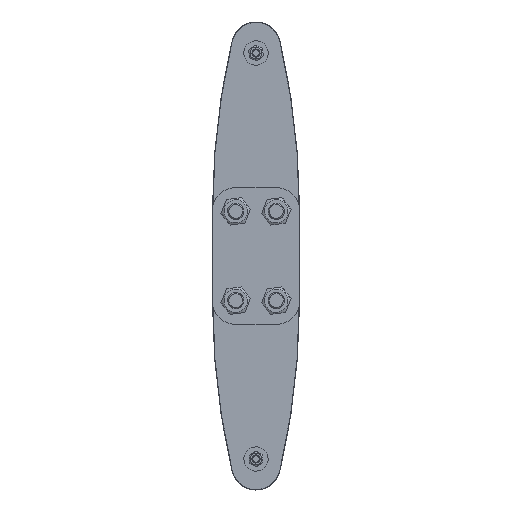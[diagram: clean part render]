
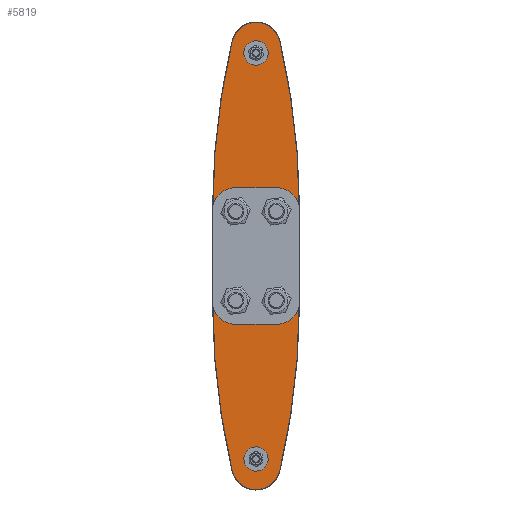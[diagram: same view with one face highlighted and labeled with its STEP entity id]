
A CAD part, front view. The second image highlights one B-rep face of the part: STEP entity #5819.
In plain terms, the highlighted planar face has unit normal (0, -1, 0).
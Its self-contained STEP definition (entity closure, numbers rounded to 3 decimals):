
#237=LINE('',#12618,#415);
#239=LINE('',#12712,#417);
#415=VECTOR('',#8021,10.);
#417=VECTOR('',#8047,10.);
#761=PLANE('',#6548);
#861=B_SPLINE_CURVE_WITH_KNOTS('',3,(#12601,#12602,#12603,#12604,#12605,
#12606,#12607,#12608,#12609,#12610),.UNSPECIFIED.,.F.,.F.,(4,1,1,1,1,1,
1,4),(0.,0.713,1.426,2.139,
2.852,3.566,4.279,4.992),
 .UNSPECIFIED.);
#862=B_SPLINE_CURVE_WITH_KNOTS('',3,(#12685,#12686,#12687,#12688,#12689,
#12690,#12691,#12692,#12693,#12694),.UNSPECIFIED.,.F.,.F.,(4,1,1,1,1,1,
1,4),(-4.992,-4.279,-3.566,-2.852,
-2.139,-1.426,-0.713,0.),
 .UNSPECIFIED.);
#1086=FACE_BOUND('',#1999,.T.);
#1087=FACE_BOUND('',#2000,.T.);
#1088=FACE_BOUND('',#2001,.T.);
#1089=FACE_BOUND('',#2002,.T.);
#1090=FACE_BOUND('',#2003,.T.);
#1091=FACE_BOUND('',#2004,.T.);
#1476=FACE_OUTER_BOUND('',#1998,.T.);
#1998=EDGE_LOOP('',(#5243,#5244,#5245,#5246,#5247,#5248,#5249,#5250));
#1999=EDGE_LOOP('',(#5251));
#2000=EDGE_LOOP('',(#5252));
#2001=EDGE_LOOP('',(#5253));
#2002=EDGE_LOOP('',(#5254));
#2003=EDGE_LOOP('',(#5255));
#2004=EDGE_LOOP('',(#5256));
#2353=CIRCLE('',#6479,3.125);
#2354=CIRCLE('',#6481,3.125);
#2356=CIRCLE('',#6484,541.865);
#2359=CIRCLE('',#6488,541.865);
#2362=CIRCLE('',#6493,6.45);
#2363=CIRCLE('',#6495,6.45);
#2364=CIRCLE('',#6497,6.45);
#2365=CIRCLE('',#6499,6.45);
#2398=CIRCLE('',#6547,541.865);
#2399=CIRCLE('',#6549,541.865);
#2891=VERTEX_POINT('',#12538);
#2892=VERTEX_POINT('',#12541);
#2893=VERTEX_POINT('',#12544);
#2894=VERTEX_POINT('',#12546);
#2895=VERTEX_POINT('',#12599);
#2896=VERTEX_POINT('',#12612);
#2897=VERTEX_POINT('',#12616);
#2898=VERTEX_POINT('',#12620);
#2899=VERTEX_POINT('',#12623);
#2900=VERTEX_POINT('',#12626);
#2901=VERTEX_POINT('',#12629);
#2902=VERTEX_POINT('',#12681);
#2904=VERTEX_POINT('',#12684);
#2907=VERTEX_POINT('',#12710);
#3650=EDGE_CURVE('',#2891,#2891,#2353,.T.);
#3651=EDGE_CURVE('',#2892,#2892,#2354,.T.);
#3653=EDGE_CURVE('',#2893,#2894,#2356,.T.);
#3656=EDGE_CURVE('',#2894,#2895,#861,.T.);
#3657=EDGE_CURVE('',#2895,#2896,#2359,.T.);
#3660=EDGE_CURVE('',#2896,#2897,#237,.T.);
#3661=EDGE_CURVE('',#2898,#2898,#2362,.T.);
#3662=EDGE_CURVE('',#2899,#2899,#2363,.T.);
#3663=EDGE_CURVE('',#2900,#2900,#2364,.T.);
#3664=EDGE_CURVE('',#2901,#2901,#2365,.T.);
#3666=EDGE_CURVE('',#2902,#2904,#862,.T.);
#3671=EDGE_CURVE('',#2907,#2893,#239,.T.);
#3723=EDGE_CURVE('',#2897,#2902,#2398,.T.);
#3724=EDGE_CURVE('',#2904,#2907,#2399,.T.);
#5243=ORIENTED_EDGE('',*,*,#3724,.F.);
#5244=ORIENTED_EDGE('',*,*,#3666,.F.);
#5245=ORIENTED_EDGE('',*,*,#3723,.F.);
#5246=ORIENTED_EDGE('',*,*,#3660,.F.);
#5247=ORIENTED_EDGE('',*,*,#3657,.F.);
#5248=ORIENTED_EDGE('',*,*,#3656,.F.);
#5249=ORIENTED_EDGE('',*,*,#3653,.F.);
#5250=ORIENTED_EDGE('',*,*,#3671,.F.);
#5251=ORIENTED_EDGE('',*,*,#3651,.T.);
#5252=ORIENTED_EDGE('',*,*,#3661,.F.);
#5253=ORIENTED_EDGE('',*,*,#3662,.F.);
#5254=ORIENTED_EDGE('',*,*,#3663,.F.);
#5255=ORIENTED_EDGE('',*,*,#3664,.F.);
#5256=ORIENTED_EDGE('',*,*,#3650,.F.);
#5819=ADVANCED_FACE('',(#1476,#1086,#1087,#1088,#1089,#1090,#1091),#761,
 .T.);
#6479=AXIS2_PLACEMENT_3D('',#12539,#7995,#7996);
#6481=AXIS2_PLACEMENT_3D('',#12542,#7999,#8000);
#6484=AXIS2_PLACEMENT_3D('',#12547,#8005,#8006);
#6488=AXIS2_PLACEMENT_3D('',#12613,#8013,#8014);
#6493=AXIS2_PLACEMENT_3D('',#12621,#8024,#8025);
#6495=AXIS2_PLACEMENT_3D('',#12624,#8028,#8029);
#6497=AXIS2_PLACEMENT_3D('',#12627,#8032,#8033);
#6499=AXIS2_PLACEMENT_3D('',#12630,#8036,#8037);
#6547=AXIS2_PLACEMENT_3D('',#13143,#8142,#8143);
#6548=AXIS2_PLACEMENT_3D('',#13144,#8144,#8145);
#6549=AXIS2_PLACEMENT_3D('',#13145,#8146,#8147);
#7995=DIRECTION('center_axis',(0.,-1.,0.));
#7996=DIRECTION('ref_axis',(0.,0.,
-1.));
#7999=DIRECTION('center_axis',(0.,1.,0.));
#8000=DIRECTION('ref_axis',(0.,0.,
1.));
#8005=DIRECTION('center_axis',(0.,1.,0.));
#8006=DIRECTION('ref_axis',(0.993,0.,-0.114));
#8013=DIRECTION('center_axis',(0.,1.,0.));
#8014=DIRECTION('ref_axis',(-0.993,0.,-0.114));
#8021=DIRECTION('',(0.,0.,1.));
#8024=DIRECTION('center_axis',(0.,-1.,0.));
#8025=DIRECTION('ref_axis',(-1.,0.,0.));
#8028=DIRECTION('center_axis',(0.,-1.,0.));
#8029=DIRECTION('ref_axis',(-1.,0.,0.));
#8032=DIRECTION('center_axis',(0.,-1.,0.));
#8033=DIRECTION('ref_axis',(-1.,0.,0.));
#8036=DIRECTION('center_axis',(0.,-1.,0.));
#8037=DIRECTION('ref_axis',(-1.,0.,0.));
#8047=DIRECTION('',(0.,0.,-1.));
#8142=DIRECTION('center_axis',(0.,1.,0.));
#8143=DIRECTION('ref_axis',(-0.993,0.,0.114));
#8144=DIRECTION('center_axis',(0.,-1.,0.));
#8145=DIRECTION('ref_axis',(0.,0.,1.));
#8146=DIRECTION('center_axis',(0.,1.,0.));
#8147=DIRECTION('ref_axis',(0.993,0.,0.114));
#12538=CARTESIAN_POINT('',(0.,0.,153.125));
#12539=CARTESIAN_POINT('Origin',(0.,0.,
150.));
#12541=CARTESIAN_POINT('',(0.,0.,-153.125));
#12542=CARTESIAN_POINT('Origin',(0.,0.,
-150.));
#12544=CARTESIAN_POINT('',(31.905,0.,-34.9));
#12546=CARTESIAN_POINT('',(17.757,0.,-157.914));
#12547=CARTESIAN_POINT('Origin',(-509.96,0.,
-34.9));
#12599=CARTESIAN_POINT('',(-17.757,0.,-157.914));
#12601=CARTESIAN_POINT('Ctrl Pts',(17.757,0.,
-157.914));
#12602=CARTESIAN_POINT('Ctrl Pts',(17.217,0.,
-160.229));
#12603=CARTESIAN_POINT('Ctrl Pts',(15.332,0.,
-164.674));
#12604=CARTESIAN_POINT('Ctrl Pts',(10.309,0.,
-169.913));
#12605=CARTESIAN_POINT('Ctrl Pts',(3.646,0.,
-172.848));
#12606=CARTESIAN_POINT('Ctrl Pts',(-3.645,0.,
-172.844));
#12607=CARTESIAN_POINT('Ctrl Pts',(-10.31,0.,
-169.915));
#12608=CARTESIAN_POINT('Ctrl Pts',(-15.332,0.,
-164.674));
#12609=CARTESIAN_POINT('Ctrl Pts',(-17.217,0.,
-160.229));
#12610=CARTESIAN_POINT('Ctrl Pts',(-17.757,0.,
-157.914));
#12612=CARTESIAN_POINT('',(-31.905,0.,-34.9));
#12613=CARTESIAN_POINT('Origin',(509.96,0.,
-34.9));
#12616=CARTESIAN_POINT('',(-31.905,0.,34.9));
#12618=CARTESIAN_POINT('',(-31.905,0.,-94.001));
#12620=CARTESIAN_POINT('',(21.45,0.,-33.));
#12621=CARTESIAN_POINT('Origin',(15.,0.,-33.));
#12623=CARTESIAN_POINT('',(-8.55,0.,33.));
#12624=CARTESIAN_POINT('Origin',(-15.,0.,33.));
#12626=CARTESIAN_POINT('',(21.45,0.,33.));
#12627=CARTESIAN_POINT('Origin',(15.,0.,33.));
#12629=CARTESIAN_POINT('',(-8.55,0.,-33.));
#12630=CARTESIAN_POINT('Origin',(-15.,0.,-33.));
#12681=CARTESIAN_POINT('',(-17.757,0.,157.914));
#12684=CARTESIAN_POINT('',(17.757,0.,157.914));
#12685=CARTESIAN_POINT('Ctrl Pts',(-17.757,0.,
157.914));
#12686=CARTESIAN_POINT('Ctrl Pts',(-17.217,0.,
160.229));
#12687=CARTESIAN_POINT('Ctrl Pts',(-15.332,0.,
164.674));
#12688=CARTESIAN_POINT('Ctrl Pts',(-10.31,0.,
169.915));
#12689=CARTESIAN_POINT('Ctrl Pts',(-3.644,0.,
172.844));
#12690=CARTESIAN_POINT('Ctrl Pts',(3.646,0.,
172.848));
#12691=CARTESIAN_POINT('Ctrl Pts',(10.308,0.,
169.913));
#12692=CARTESIAN_POINT('Ctrl Pts',(15.333,0.,
164.675));
#12693=CARTESIAN_POINT('Ctrl Pts',(17.217,0.,
160.229));
#12694=CARTESIAN_POINT('Ctrl Pts',(17.757,0.,
157.914));
#12710=CARTESIAN_POINT('',(31.905,0.,34.9));
#12712=CARTESIAN_POINT('',(31.905,0.,-59.194));
#13143=CARTESIAN_POINT('Origin',(509.96,0.,
34.9));
#13144=CARTESIAN_POINT('Origin',(-18.574,0.,
-153.195));
#13145=CARTESIAN_POINT('Origin',(-509.96,0.,
34.9));
